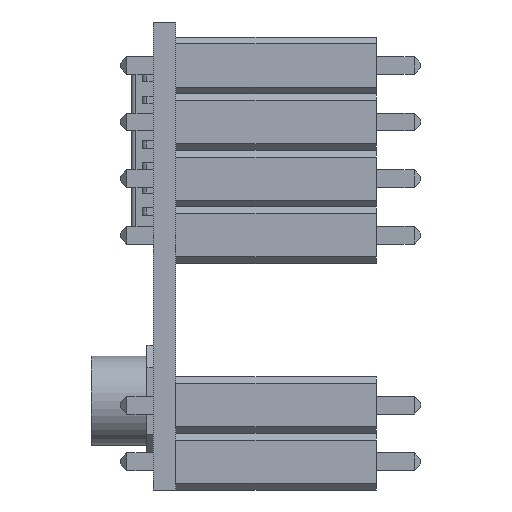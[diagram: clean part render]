
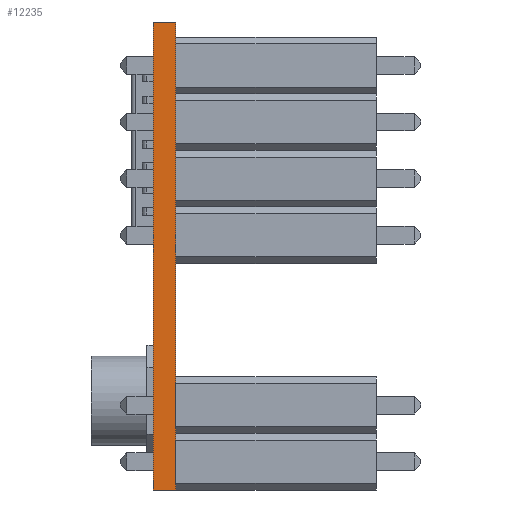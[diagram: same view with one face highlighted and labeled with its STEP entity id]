
A CAD part, left-side view. The second image highlights one B-rep face of the part: STEP entity #12235.
In plain terms, the highlighted planar face has unit normal (-1, 0, 0).
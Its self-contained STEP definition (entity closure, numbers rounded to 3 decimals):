
#134 = AXIS2_PLACEMENT_3D ( 'NONE', #11028, #12334, #3625 ) ;
#218 = VECTOR ( 'NONE', #6647, 1000. ) ;
#787 = EDGE_CURVE ( 'NONE', #9590, #11806, #7915, .T. ) ;
#1128 = CARTESIAN_POINT ( 'NONE',  ( 0., 0., 21. ) ) ;
#1145 = LINE ( 'NONE', #11303, #13324 ) ;
#1610 = EDGE_CURVE ( 'NONE', #5206, #2516, #7114, .T. ) ;
#1841 = CARTESIAN_POINT ( 'NONE',  ( 0., 1., 21. ) ) ;
#2449 = DIRECTION ( 'NONE',  ( 0., -1., 0. ) ) ;
#2516 = VERTEX_POINT ( 'NONE', #1128 ) ;
#3455 = ORIENTED_EDGE ( 'NONE', *, *, #787, .F. ) ;
#3625 = DIRECTION ( 'NONE',  ( 0., 0., -1. ) ) ;
#3674 = EDGE_LOOP ( 'NONE', ( #6794, #5374, #3455, #11859 ) ) ;
#3718 = VECTOR ( 'NONE', #15449, 1000. ) ;
#4787 = PLANE ( 'NONE',  #134 ) ;
#5206 = VERTEX_POINT ( 'NONE', #12866 ) ;
#5374 = ORIENTED_EDGE ( 'NONE', *, *, #14001, .F. ) ;
#5599 = CARTESIAN_POINT ( 'NONE',  ( 0., 1., 21. ) ) ;
#6647 = DIRECTION ( 'NONE',  ( 0., -1., 0. ) ) ;
#6725 = LINE ( 'NONE', #5599, #218 ) ;
#6794 = ORIENTED_EDGE ( 'NONE', *, *, #1610, .T. ) ;
#7114 = LINE ( 'NONE', #13470, #7948 ) ;
#7915 = LINE ( 'NONE', #10573, #3718 ) ;
#7948 = VECTOR ( 'NONE', #10872, 1000. ) ;
#9590 = VERTEX_POINT ( 'NONE', #14287 ) ;
#10573 = CARTESIAN_POINT ( 'NONE',  ( 0., 1., 0. ) ) ;
#10872 = DIRECTION ( 'NONE',  ( 0., 0., 1. ) ) ;
#11028 = CARTESIAN_POINT ( 'NONE',  ( 0., 1., 0. ) ) ;
#11303 = CARTESIAN_POINT ( 'NONE',  ( 0., 1., 0. ) ) ;
#11806 = VERTEX_POINT ( 'NONE', #1841 ) ;
#11859 = ORIENTED_EDGE ( 'NONE', *, *, #13230, .T. ) ;
#12235 = ADVANCED_FACE ( 'NONE', ( #13307 ), #4787, .F. ) ;
#12334 = DIRECTION ( 'NONE',  ( 1., 0., 0. ) ) ;
#12866 = CARTESIAN_POINT ( 'NONE',  ( 0., 0., 0. ) ) ;
#13230 = EDGE_CURVE ( 'NONE', #9590, #5206, #1145, .T. ) ;
#13307 = FACE_OUTER_BOUND ( 'NONE', #3674, .T. ) ;
#13324 = VECTOR ( 'NONE', #2449, 1000. ) ;
#13470 = CARTESIAN_POINT ( 'NONE',  ( 0., 0., 0. ) ) ;
#14001 = EDGE_CURVE ( 'NONE', #11806, #2516, #6725, .T. ) ;
#14287 = CARTESIAN_POINT ( 'NONE',  ( 0., 1., 0. ) ) ;
#15449 = DIRECTION ( 'NONE',  ( 0., 0., 1. ) ) ;
